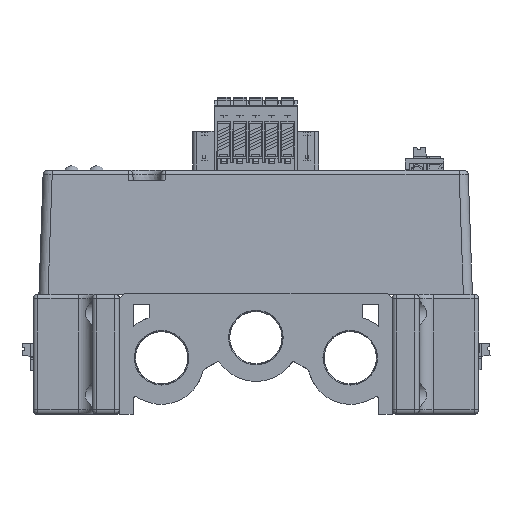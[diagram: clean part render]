
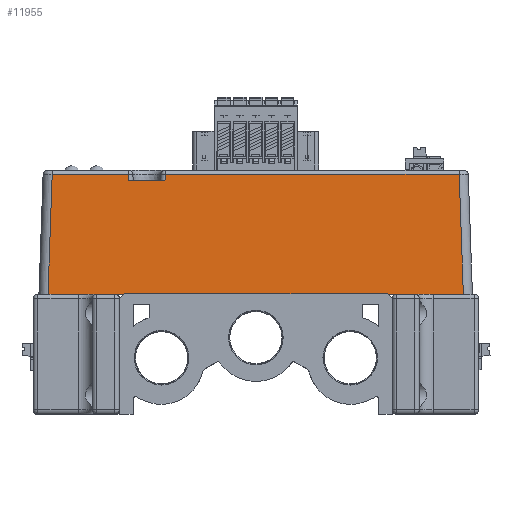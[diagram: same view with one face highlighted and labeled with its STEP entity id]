
A CAD part, front view. The second image highlights one B-rep face of the part: STEP entity #11955.
In plain terms, the highlighted planar face has unit normal (0, -0.999, 0.035).
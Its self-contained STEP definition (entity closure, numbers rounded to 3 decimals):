
#2798=FACE_OUTER_BOUND('',#24938,.T.);
#11955=ADVANCED_FACE('',(#2798),#18160,.T.);
#18160=PLANE('',#132139);
#24938=EDGE_LOOP('',(#42341,#42342,#42343,#42344,#42345,#42346,#42347,#42348,
#42349,#42350));
#42341=ORIENTED_EDGE('',*,*,#87109,.T.);
#42342=ORIENTED_EDGE('',*,*,#87170,.T.);
#42343=ORIENTED_EDGE('',*,*,#87171,.F.);
#42344=ORIENTED_EDGE('',*,*,#87172,.T.);
#42345=ORIENTED_EDGE('',*,*,#87173,.T.);
#42346=ORIENTED_EDGE('',*,*,#87174,.T.);
#42347=ORIENTED_EDGE('',*,*,#87175,.T.);
#42348=ORIENTED_EDGE('',*,*,#86879,.T.);
#42349=ORIENTED_EDGE('',*,*,#82846,.T.);
#42350=ORIENTED_EDGE('',*,*,#87176,.T.);
#70431=VERTEX_POINT('',#176181);
#70432=VERTEX_POINT('',#176183);
#73085=VERTEX_POINT('',#185937);
#73309=VERTEX_POINT('',#186437);
#73310=VERTEX_POINT('',#186439);
#73353=VERTEX_POINT('',#186574);
#73354=VERTEX_POINT('',#186576);
#73355=VERTEX_POINT('',#186578);
#73356=VERTEX_POINT('',#186580);
#73357=VERTEX_POINT('',#186582);
#82846=EDGE_CURVE('',#70432,#70431,#101129,.T.);
#86879=EDGE_CURVE('',#73085,#70432,#104352,.T.);
#87109=EDGE_CURVE('',#73310,#73309,#104518,.T.);
#87170=EDGE_CURVE('',#73309,#73353,#104558,.T.);
#87171=EDGE_CURVE('',#73354,#73353,#104559,.T.);
#87172=EDGE_CURVE('',#73354,#73355,#104560,.T.);
#87173=EDGE_CURVE('',#73355,#73356,#104561,.T.);
#87174=EDGE_CURVE('',#73356,#73357,#104562,.T.);
#87175=EDGE_CURVE('',#73357,#73085,#104563,.T.);
#87176=EDGE_CURVE('',#70431,#73310,#104564,.T.);
#101129=LINE('',#176182,#115305);
#104352=LINE('',#185936,#118528);
#104518=LINE('',#186438,#118694);
#104558=LINE('',#186573,#118734);
#104559=LINE('',#186575,#118735);
#104560=LINE('',#186577,#118736);
#104561=LINE('',#186579,#118737);
#104562=LINE('',#186581,#118738);
#104563=LINE('',#186583,#118739);
#104564=LINE('',#186584,#118740);
#115305=VECTOR('',#139992,1.);
#118528=VECTOR('',#147371,1.);
#118694=VECTOR('',#147691,1.);
#118734=VECTOR('',#147811,1.);
#118735=VECTOR('',#147812,1.);
#118736=VECTOR('',#147813,1.);
#118737=VECTOR('',#147814,1.);
#118738=VECTOR('',#147815,1.);
#118739=VECTOR('',#147816,1.);
#118740=VECTOR('',#147817,1.);
#132139=AXIS2_PLACEMENT_3D('',#186585,#147818,#147819);
#139992=DIRECTION('',(1.,0.,0.));
#147371=DIRECTION('',(1.,0.,0.));
#147691=DIRECTION('',(-1.,0.,0.));
#147811=DIRECTION('',(-0.044,-0.035,-0.998));
#147812=DIRECTION('',(1.,0.,0.));
#147813=DIRECTION('',(-0.044,0.035,0.998));
#147814=DIRECTION('',(-1.,0.,0.));
#147815=DIRECTION('',(-0.035,-0.035,-0.999));
#147816=DIRECTION('',(1.,0.,0.));
#147817=DIRECTION('',(-0.035,0.035,0.999));
#147818=DIRECTION('',(0.,-0.999,0.035));
#147819=DIRECTION('',(0.,-0.035,-0.999));
#176181=CARTESIAN_POINT('',(745.687,-1316.826,-0.1));
#176182=CARTESIAN_POINT('',(730.05,-1316.826,-0.1));
#176183=CARTESIAN_POINT('',(731.05,-1316.826,-0.1));
#185936=CARTESIAN_POINT('',(730.05,-1316.826,-0.1));
#185937=CARTESIAN_POINT('',(669.05,-1316.826,-0.1));
#186437=CARTESIAN_POINT('',(680.108,-1315.907,26.235));
#186438=CARTESIAN_POINT('',(679.05,-1315.907,26.235));
#186439=CARTESIAN_POINT('',(744.767,-1315.907,26.235));
#186573=CARTESIAN_POINT('',(680.048,-1315.955,24.856));
#186574=CARTESIAN_POINT('',(680.049,-1315.953,24.9));
#186575=CARTESIAN_POINT('',(676.05,-1315.953,24.9));
#186576=CARTESIAN_POINT('',(672.051,-1315.953,24.9));
#186577=CARTESIAN_POINT('',(671.994,-1315.908,26.191));
#186578=CARTESIAN_POINT('',(671.992,-1315.907,26.235));
#186579=CARTESIAN_POINT('',(655.266,-1315.907,26.235));
#186580=CARTESIAN_POINT('',(655.233,-1315.907,26.235));
#186581=CARTESIAN_POINT('',(654.056,-1317.083,-7.463));
#186582=CARTESIAN_POINT('',(654.313,-1316.826,-0.1));
#186583=CARTESIAN_POINT('',(730.05,-1316.826,-0.1));
#186584=CARTESIAN_POINT('',(745.944,-1317.083,-7.463));
#186585=CARTESIAN_POINT('',(700.,-1317.141,-9.1));
